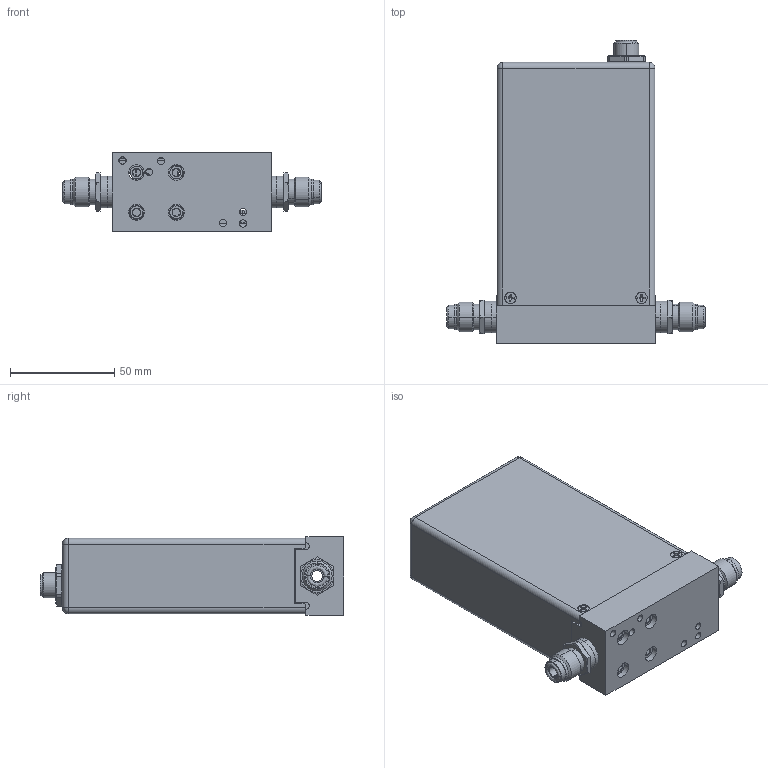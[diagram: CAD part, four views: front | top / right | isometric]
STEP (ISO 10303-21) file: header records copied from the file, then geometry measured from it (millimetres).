
FILE_DESCRIPTION (( 'STEP AP214' ), '1' );
FILE_NAME ('PPCA-4-VCR-D-NET.STEP', '2017-08-14T15:54:37', ( '' ), ( '' ), 'SwSTEP 2.0', 'SolidWorks 2015', '' );
FILE_SCHEMA (( 'AUTOMOTIVE_DESIGN' ));
Length unit declared in the file: inch
Products named in the file (1): PPCA-4-VCR-D-NET
Bounding box: 123.95 x 145.23 x 37.59 mm (x, y, z)
Surface area: 49703.9 mm2 (no closed solid volume)
Topology: 0 solids, 27 shells, 409 faces, 1257 edges, 856 vertices
Faces by surface type: plane 186, cylinder 129, cone 86, bspline 4, sphere 4
Entity records: 19850 total; most frequent: CARTESIAN_POINT 3551, DIRECTION 2319, ORIENTED_EDGE 2031, EDGE_CURVE 1245, VERTEX_POINT 856, AXIS2_PLACEMENT_3D 850, VECTOR 619, LINE 619
